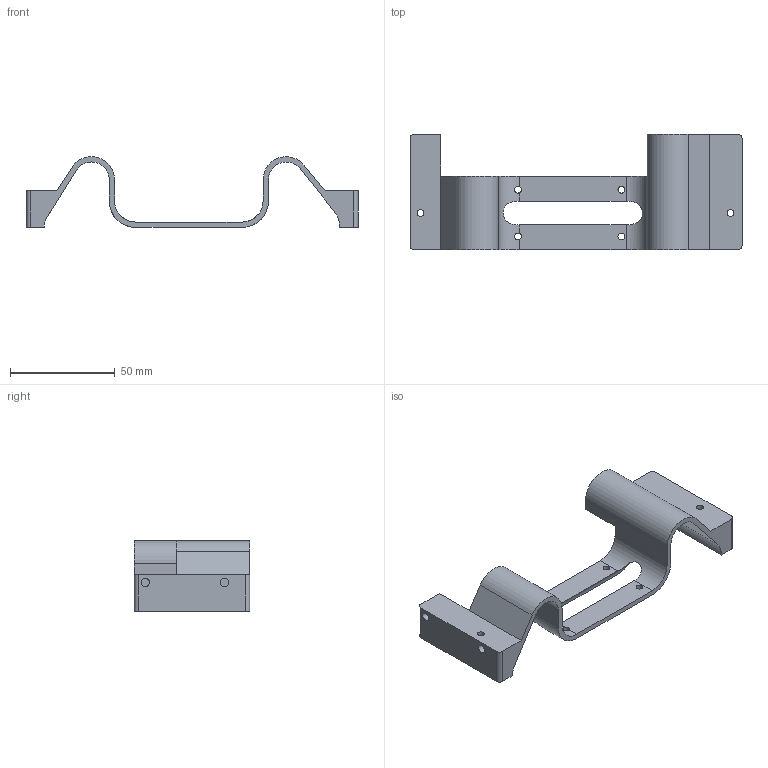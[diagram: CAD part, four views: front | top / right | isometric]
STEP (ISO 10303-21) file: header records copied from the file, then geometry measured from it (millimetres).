
FILE_DESCRIPTION(/* description */ (''),/* implementation_level */ '2;1');
FILE_NAME(/* name */ 'BottomHalf2.stp',/* time_stamp */ '2025-12-26T13:52:38-05:00',/* author */ ('nmari'),/* organization */ (''),/* preprocessor_version */ 'ST-DEVELOPER v20.1',/* originating_system */ 'Autodesk Inventor 2026',/* authorisation */ '');
FILE_SCHEMA (('AUTOMOTIVE_DESIGN { 1 0 10303 214 3 1 1 }'));
Length unit declared in the file: millimetre
Products named in the file (1): BottomHalf2
Bounding box: 158.1 x 55 x 33.64 mm (x, y, z)
Volume: 39897.5 mm3; surface area: 22483.2 mm2
Topology: 1 solids, 1 shells, 53 faces, 155 edges, 103 vertices
Faces by surface type: plane 28, cylinder 25
Full cylindrical faces by diameter (mm): 3.25 x6, 4 x4
Entity records: 2022 total; most frequent: CARTESIAN_POINT 506, ORIENTED_EDGE 310, DIRECTION 307, EDGE_CURVE 155, AXIS2_PLACEMENT_3D 106, VERTEX_POINT 103, LINE 95, VECTOR 95
